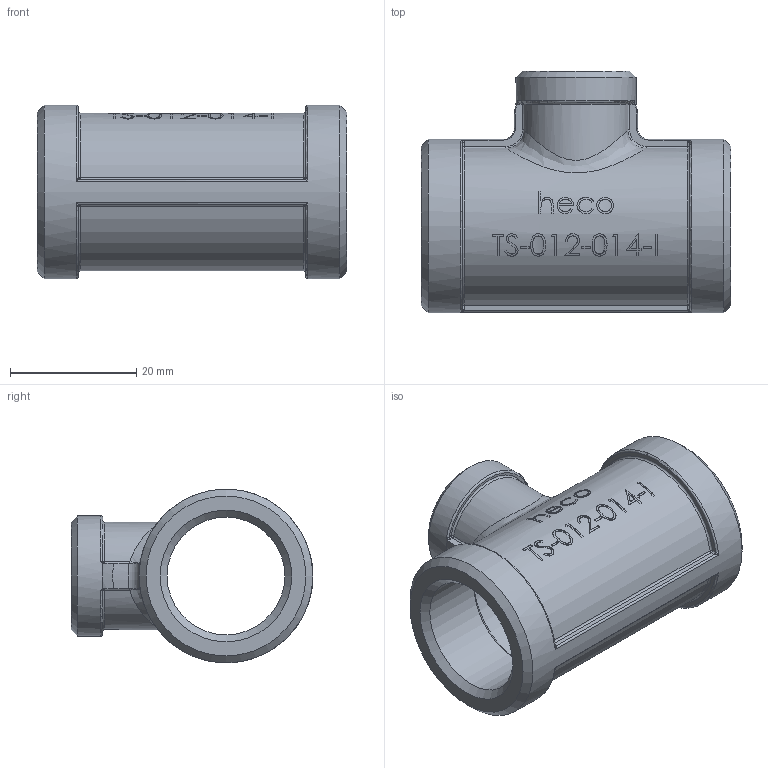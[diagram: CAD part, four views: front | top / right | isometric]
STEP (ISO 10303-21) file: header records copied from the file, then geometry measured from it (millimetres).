
FILE_DESCRIPTION (( 'STEP AP214' ), '1' );
FILE_NAME ('heco_TS-012-014-I.STEP', '2016-06-22T10:00:37', ( '' ), ( '' ), 'SwSTEP 2.0', 'SolidWorks 2011', '' );
FILE_SCHEMA (( 'AUTOMOTIVE_DESIGN' ));
Length unit declared in the file: millimetre
Products named in the file (1): heco_TS-012-014-I
Bounding box: 49 x 38.25 x 27.5 mm (x, y, z)
Volume: 11027.5 mm3; surface area: 9076.7 mm2
Topology: 1 solids, 1 shells, 280 faces, 696 edges, 438 vertices
Faces by surface type: bspline 110, plane 77, cylinder 58, torus 14, sphere 12, cone 9
Full cylindrical faces by diameter (mm): 11.445 x1, 13.8 x1, 18.631 x2, 19 x1, 21.8 x1, 27.5 x1
Entity records: 22991 total; most frequent: CARTESIAN_POINT 15584, ORIENTED_EDGE 1338, DIRECTION 797, EDGE_CURVE 669, VERTEX_POINT 432, B_SPLINE_CURVE_WITH_KNOTS 357, EDGE_LOOP 325, AXIS2_PLACEMENT_3D 314
